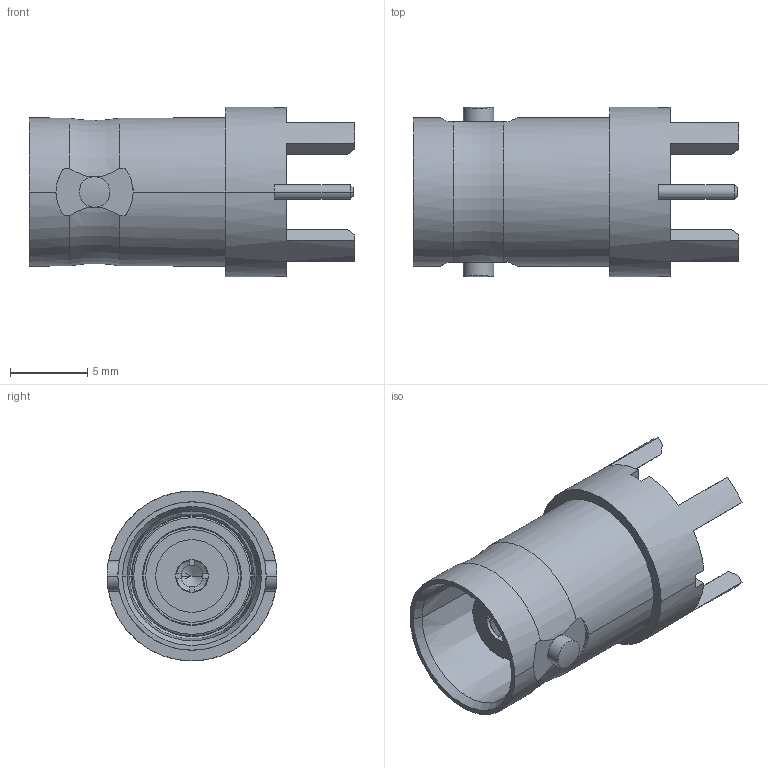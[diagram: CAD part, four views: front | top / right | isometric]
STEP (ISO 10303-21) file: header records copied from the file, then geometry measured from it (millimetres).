
FILE_DESCRIPTION(('FreeCAD Model'),'2;1');
FILE_NAME('Open CASCADE Shape Model','2022-03-31T19:31:35',('Author'),( ''),'Open CASCADE STEP processor 7.4','FreeCAD','Unknown');
FILE_SCHEMA(('AUTOMOTIVE_DESIGN { 1 0 10303 214 1 1 1 1 }'));
Length unit declared in the file: millimetre
Products named in the file (1): 31-5329-52RFX
Bounding box: 21.1 x 11 x 11 mm (x, y, z)
Volume: 904.1 mm3; surface area: 1252.7 mm2
Topology: 1 solids, 1 shells, 118 faces, 310 edges, 203 vertices
Faces by surface type: plane 64, cylinder 30, cone 22, torus 2
Entity records: 4166 total; most frequent: CARTESIAN_POINT 946, DIRECTION 624, ORIENTED_EDGE 616, EDGE_CURVE 308, AXIS2_PLACEMENT_3D 237, VERTEX_POINT 203, LINE 150, VECTOR 150
